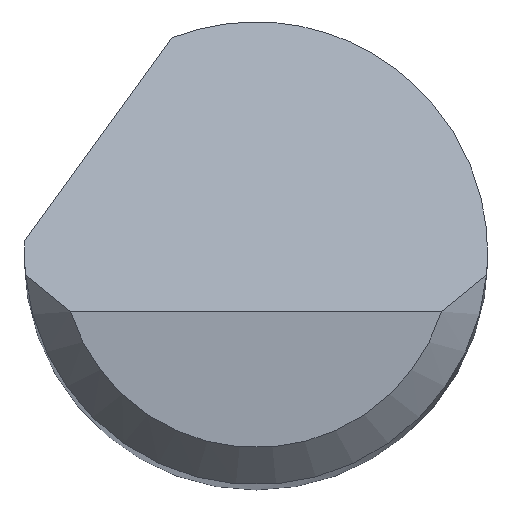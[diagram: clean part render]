
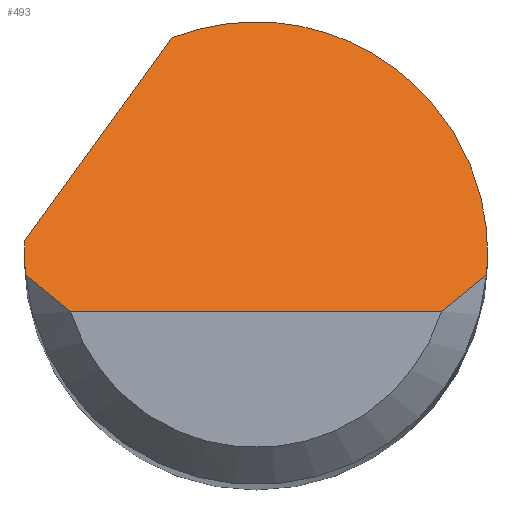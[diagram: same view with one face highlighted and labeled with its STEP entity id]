
A CAD part, top view. The second image highlights one B-rep face of the part: STEP entity #493.
In plain terms, the highlighted planar face has unit normal (0, 0.707, 0.707).
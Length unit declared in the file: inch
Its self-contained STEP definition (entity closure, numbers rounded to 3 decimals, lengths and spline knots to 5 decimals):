
#5 = B_SPLINE_CURVE_WITH_KNOTS ( 'NONE', 3,
 ( #738, #60, #629, #447 ),
 .UNSPECIFIED., .F., .F.,
 ( 4, 4 ),
 ( 0., 0.00071 ),
 .UNSPECIFIED. ) ;
#8 = B_SPLINE_CURVE_WITH_KNOTS ( 'NONE', 3,
 ( #363, #516, #172, #466 ),
 .UNSPECIFIED., .F., .F.,
 ( 4, 4 ),
 ( 0., 0.00071 ),
 .UNSPECIFIED. ) ;
#10 = EDGE_CURVE ( 'NONE', #623, #482, #159, .T. ) ;
#14 = CARTESIAN_POINT ( 'NONE',  ( -0.03394, 0.08739, 1.38886 ) ) ;
#28 = DIRECTION ( 'NONE',  ( 1., 0., 0. ) ) ;
#31 = ORIENTED_EDGE ( 'NONE', *, *, #729, .T. ) ;
#33 = VECTOR ( 'NONE', #211, 39.37008 ) ;
#57 = CARTESIAN_POINT ( 'NONE',  ( -0.09334, -0.00875, 1.485 ) ) ;
#60 = CARTESIAN_POINT ( 'NONE',  ( -0.08761, -0.01397, 1.49022 ) ) ;
#64 = ORIENTED_EDGE ( 'NONE', *, *, #10, .F. ) ;
#87 = CARTESIAN_POINT ( 'NONE',  ( -0.09334, -0.00875, 1.485 ) ) ;
#91 = CARTESIAN_POINT ( 'NONE',  ( 0.09375, -0.00292, 1.47917 ) ) ;
#92 = DIRECTION ( 'NONE',  ( 0., 0.707, -0.707 ) ) ;
#130 = VERTEX_POINT ( 'NONE', #610 ) ;
#143 = DIRECTION ( 'NONE',  ( 0., -0.707, -0.707 ) ) ;
#159 =( BOUNDED_CURVE ( )  B_SPLINE_CURVE ( 3, ( #601, #91, #469, #288 ),
 .UNSPECIFIED., .F., .F. ) 
 B_SPLINE_CURVE_WITH_KNOTS ( ( 4, 4 ),
 ( 1.5708, 1.66427 ),
 .UNSPECIFIED. ) 
 CURVE ( )  GEOMETRIC_REPRESENTATION_ITEM ( )  RATIONAL_B_SPLINE_CURVE ( ( 1., 0.999, 0.999, 1. ) ) 
 REPRESENTATION_ITEM ( '' )  );
#172 = CARTESIAN_POINT ( 'NONE',  ( 0.08761, -0.01397, 1.49022 ) ) ;
#177 = VERTEX_POINT ( 'NONE', #57 ) ;
#193 = EDGE_CURVE ( 'NONE', #177, #263, #5, .T. ) ;
#204 = EDGE_CURVE ( 'NONE', #708, #398, #730, .T. ) ;
#211 = DIRECTION ( 'NONE',  ( 0.456, 0.629, -0.629 ) ) ;
#226 = VERTEX_POINT ( 'NONE', #732 ) ;
#228 = CARTESIAN_POINT ( 'NONE',  ( -0.09375, 0., 1.47625 ) ) ;
#230 = ORIENTED_EDGE ( 'NONE', *, *, #204, .F. ) ;
#240 = CARTESIAN_POINT ( 'NONE',  ( -0.09375, -0.00292, 1.47917 ) ) ;
#250 = CARTESIAN_POINT ( 'NONE',  ( 0.09375, 0., 1.47625 ) ) ;
#254 =( BOUNDED_CURVE ( )  B_SPLINE_CURVE ( 3, ( #688, #591, #422, #417 ),
 .UNSPECIFIED., .F., .F. ) 
 B_SPLINE_CURVE_WITH_KNOTS ( ( 4, 4 ),
 ( 4.71239, 4.76575 ),
 .UNSPECIFIED. ) 
 CURVE ( )  GEOMETRIC_REPRESENTATION_ITEM ( )  RATIONAL_B_SPLINE_CURVE ( ( 1., 1., 1., 1. ) ) 
 REPRESENTATION_ITEM ( '' )  );
#263 = VERTEX_POINT ( 'NONE', #386 ) ;
#270 = ORIENTED_EDGE ( 'NONE', *, *, #503, .T. ) ;
#271 = CARTESIAN_POINT ( 'NONE',  ( 0.09375, 0., 1.47625 ) ) ;
#288 = CARTESIAN_POINT ( 'NONE',  ( 0.09334, -0.00875, 1.485 ) ) ;
#289 = PLANE ( 'NONE',  #337 ) ;
#300 = EDGE_CURVE ( 'NONE', #398, #623, #445, .T. ) ;
#306 = LINE ( 'NONE', #539, #685 ) ;
#320 = CARTESIAN_POINT ( 'NONE',  ( -0.03394, 0.08739, 1.38886 ) ) ;
#334 =( BOUNDED_CURVE ( )  B_SPLINE_CURVE ( 3, ( #87, #533, #240, #228 ),
 .UNSPECIFIED., .F., .T. ) 
 B_SPLINE_CURVE_WITH_KNOTS ( ( 4, 4 ),
 ( 4.61892, 4.71239 ),
 .UNSPECIFIED. ) 
 CURVE ( )  GEOMETRIC_REPRESENTATION_ITEM ( )  RATIONAL_B_SPLINE_CURVE ( ( 1., 0.999, 0.999, 1. ) ) 
 REPRESENTATION_ITEM ( '' )  );
#337 = AXIS2_PLACEMENT_3D ( 'NONE', #655, #143, #92 ) ;
#345 = CARTESIAN_POINT ( 'NONE',  ( 0.09334, -0.00875, 1.485 ) ) ;
#363 = CARTESIAN_POINT ( 'NONE',  ( 0.07508, -0.02375, 1.5 ) ) ;
#386 = CARTESIAN_POINT ( 'NONE',  ( -0.07508, -0.02375, 1.5 ) ) ;
#393 = CARTESIAN_POINT ( 'NONE',  ( 0.03379, 0.11369, 1.36256 ) ) ;
#398 = VERTEX_POINT ( 'NONE', #14 ) ;
#417 = CARTESIAN_POINT ( 'NONE',  ( -0.09362, 0.005, 1.47125 ) ) ;
#422 = CARTESIAN_POINT ( 'NONE',  ( -0.09371, 0.00333, 1.47292 ) ) ;
#445 =( BOUNDED_CURVE ( )  B_SPLINE_CURVE ( 3, ( #320, #393, #567, #271 ),
 .UNSPECIFIED., .F., .F. ) 
 B_SPLINE_CURVE_WITH_KNOTS ( ( 4, 4 ),
 ( 5.91277, 7.85398 ),
 .UNSPECIFIED. ) 
 CURVE ( )  GEOMETRIC_REPRESENTATION_ITEM ( )  RATIONAL_B_SPLINE_CURVE ( ( 1., 0.71, 0.71, 1. ) ) 
 REPRESENTATION_ITEM ( '' )  );
#447 = CARTESIAN_POINT ( 'NONE',  ( -0.07508, -0.02375, 1.5 ) ) ;
#466 = CARTESIAN_POINT ( 'NONE',  ( 0.09334, -0.00875, 1.485 ) ) ;
#469 = CARTESIAN_POINT ( 'NONE',  ( 0.09361, -0.00584, 1.48209 ) ) ;
#478 = ORIENTED_EDGE ( 'NONE', *, *, #193, .T. ) ;
#482 = VERTEX_POINT ( 'NONE', #345 ) ;
#493 = ADVANCED_FACE ( 'NONE', ( #587 ), #289, .F. ) ;
#503 = EDGE_CURVE ( 'NONE', #263, #130, #306, .T. ) ;
#516 = CARTESIAN_POINT ( 'NONE',  ( 0.08157, -0.019, 1.49525 ) ) ;
#533 = CARTESIAN_POINT ( 'NONE',  ( -0.09361, -0.00584, 1.48209 ) ) ;
#539 = CARTESIAN_POINT ( 'NONE',  ( 0., -0.02375, 1.5 ) ) ;
#567 = CARTESIAN_POINT ( 'NONE',  ( 0.09375, 0.07266, 1.40359 ) ) ;
#571 = EDGE_LOOP ( 'NONE', ( #270, #31, #64, #578, #230, #584, #684, #478 ) ) ;
#578 = ORIENTED_EDGE ( 'NONE', *, *, #300, .F. ) ;
#584 = ORIENTED_EDGE ( 'NONE', *, *, #702, .F. ) ;
#587 = FACE_OUTER_BOUND ( 'NONE', #571, .T. ) ;
#591 = CARTESIAN_POINT ( 'NONE',  ( -0.09375, 0.00167, 1.47458 ) ) ;
#601 = CARTESIAN_POINT ( 'NONE',  ( 0.09375, 0., 1.47625 ) ) ;
#610 = CARTESIAN_POINT ( 'NONE',  ( 0.07508, -0.02375, 1.5 ) ) ;
#623 = VERTEX_POINT ( 'NONE', #250 ) ;
#629 = CARTESIAN_POINT ( 'NONE',  ( -0.08157, -0.019, 1.49525 ) ) ;
#645 = CARTESIAN_POINT ( 'NONE',  ( -0.09362, 0.005, 1.47125 ) ) ;
#655 = CARTESIAN_POINT ( 'NONE',  ( -0.09375, -0.02375, 1.5 ) ) ;
#674 = CARTESIAN_POINT ( 'NONE',  ( -0.11014, -0.01781, 1.49406 ) ) ;
#684 = ORIENTED_EDGE ( 'NONE', *, *, #714, .F. ) ;
#685 = VECTOR ( 'NONE', #28, 39.37008 ) ;
#688 = CARTESIAN_POINT ( 'NONE',  ( -0.09375, 0., 1.47625 ) ) ;
#702 = EDGE_CURVE ( 'NONE', #226, #708, #254, .T. ) ;
#708 = VERTEX_POINT ( 'NONE', #645 ) ;
#714 = EDGE_CURVE ( 'NONE', #177, #226, #334, .T. ) ;
#729 = EDGE_CURVE ( 'NONE', #130, #482, #8, .T. ) ;
#730 = LINE ( 'NONE', #674, #33 ) ;
#732 = CARTESIAN_POINT ( 'NONE',  ( -0.09375, 0., 1.47625 ) ) ;
#738 = CARTESIAN_POINT ( 'NONE',  ( -0.09334, -0.00875, 1.485 ) ) ;
